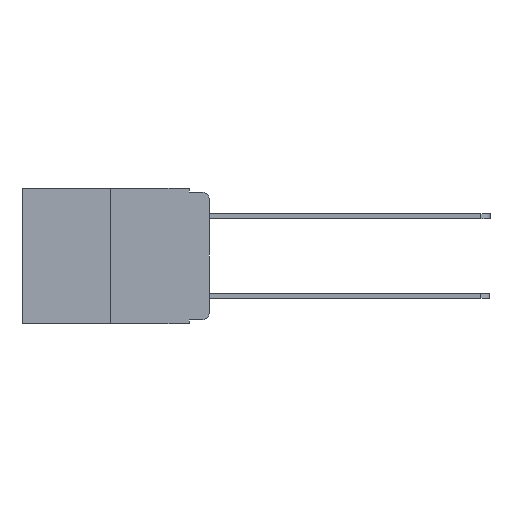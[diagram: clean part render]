
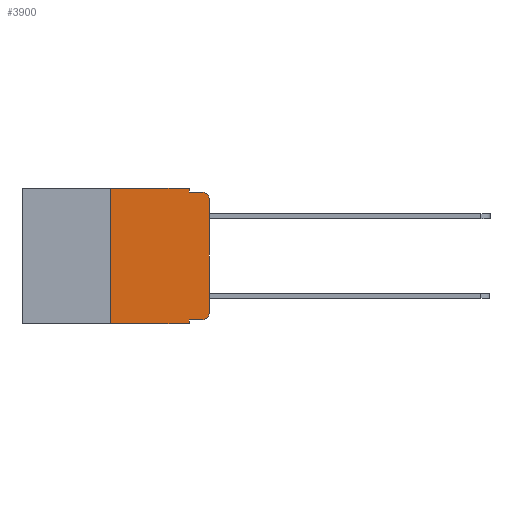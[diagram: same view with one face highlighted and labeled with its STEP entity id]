
A CAD part, left-side view. The second image highlights one B-rep face of the part: STEP entity #3900.
In plain terms, the highlighted planar face has unit normal (-1, 0, 0).
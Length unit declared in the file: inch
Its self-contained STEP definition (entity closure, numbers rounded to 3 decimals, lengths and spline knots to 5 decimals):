
#106 = CIRCLE ( 'NONE', #4006, 0.02 ) ;
#118 = EDGE_CURVE ( 'NONE', #9762, #5119, #1137, .T. ) ;
#231 = ORIENTED_EDGE ( 'NONE', *, *, #302, .F. ) ;
#275 = EDGE_CURVE ( 'NONE', #1982, #4865, #8598, .T. ) ;
#276 = EDGE_CURVE ( 'NONE', #4865, #8922, #106, .T. ) ;
#281 = EDGE_CURVE ( 'NONE', #856, #8922, #4420, .T. ) ;
#299 = EDGE_CURVE ( 'NONE', #6246, #856, #8166, .T. ) ;
#301 = EDGE_CURVE ( 'NONE', #9762, #5502, #9903, .T. ) ;
#302 = EDGE_CURVE ( 'NONE', #9169, #5119, #9713, .T. ) ;
#312 = EDGE_CURVE ( 'NONE', #9169, #998, #6506, .T. ) ;
#316 = EDGE_CURVE ( 'NONE', #998, #1982, #9510, .T. ) ;
#337 = ORIENTED_EDGE ( 'NONE', *, *, #312, .T. ) ;
#465 = ORIENTED_EDGE ( 'NONE', *, *, #316, .T. ) ;
#494 = CARTESIAN_POINT ( 'NONE',  ( 0., 0.051, -0.01 ) ) ;
#856 = VERTEX_POINT ( 'NONE', #494 ) ;
#998 = VERTEX_POINT ( 'NONE', #4360 ) ;
#1008 = DIRECTION ( 'NONE',  ( 0., 0., 1. ) ) ;
#1137 = LINE ( 'NONE', #2931, #5551 ) ;
#1242 = ORIENTED_EDGE ( 'NONE', *, *, #281, .F. ) ;
#1417 = CARTESIAN_POINT ( 'NONE',  ( 0., 0.02, -0.01 ) ) ;
#1423 = DIRECTION ( 'NONE',  ( 0., 0., -1. ) ) ;
#1551 = ORIENTED_EDGE ( 'NONE', *, *, #299, .F. ) ;
#1615 = CARTESIAN_POINT ( 'NONE',  ( 0., 0.051, -0.333 ) ) ;
#1646 = CARTESIAN_POINT ( 'NONE',  ( 0., 0., 0. ) ) ;
#1721 = VECTOR ( 'NONE', #5077, 39.37008 ) ;
#1816 = DIRECTION ( 'NONE',  ( 0., -1., 0. ) ) ;
#1982 = VERTEX_POINT ( 'NONE', #2342 ) ;
#2035 = CARTESIAN_POINT ( 'NONE',  ( 0., 0.25, -0.343 ) ) ;
#2121 = ORIENTED_EDGE ( 'NONE', *, *, #301, .F. ) ;
#2219 = PLANE ( 'NONE',  #8205 ) ;
#2296 = VECTOR ( 'NONE', #7368, 39.37008 ) ;
#2342 = CARTESIAN_POINT ( 'NONE',  ( 0., 0., -0.313 ) ) ;
#2677 = EDGE_LOOP ( 'NONE', ( #7376, #3399, #1242, #1551, #4250, #2121, #2689, #231, #337, #465 ) ) ;
#2689 = ORIENTED_EDGE ( 'NONE', *, *, #118, .T. ) ;
#2931 = CARTESIAN_POINT ( 'NONE',  ( 0., 0.473, -0.343 ) ) ;
#3141 = DIRECTION ( 'NONE',  ( 0., 0., -1. ) ) ;
#3399 = ORIENTED_EDGE ( 'NONE', *, *, #276, .T. ) ;
#3622 = DIRECTION ( 'NONE',  ( 0., 0., 1. ) ) ;
#3875 = VECTOR ( 'NONE', #5689, 39.37008 ) ;
#3900 = ADVANCED_FACE ( 'NONE', ( #7121 ), #2219, .F. ) ;
#4006 = AXIS2_PLACEMENT_3D ( 'NONE', #6468, #4948, #9518 ) ;
#4151 = VECTOR ( 'NONE', #3622, 39.37008 ) ;
#4204 = DIRECTION ( 'NONE',  ( 0., -1., 0. ) ) ;
#4250 = ORIENTED_EDGE ( 'NONE', *, *, #5703, .F. ) ;
#4360 = CARTESIAN_POINT ( 'NONE',  ( 0., 0.02, -0.333 ) ) ;
#4389 = VECTOR ( 'NONE', #4204, 39.37008 ) ;
#4420 = LINE ( 'NONE', #8184, #2296 ) ;
#4784 = CARTESIAN_POINT ( 'NONE',  ( 0., 0.051, 0. ) ) ;
#4865 = VERTEX_POINT ( 'NONE', #6732 ) ;
#4948 = DIRECTION ( 'NONE',  ( -1., 0., 0. ) ) ;
#5011 = CARTESIAN_POINT ( 'NONE',  ( 0., 0.02, -0.313 ) ) ;
#5077 = DIRECTION ( 'NONE',  ( 0., 0., -1. ) ) ;
#5119 = VERTEX_POINT ( 'NONE', #6975 ) ;
#5379 = CARTESIAN_POINT ( 'NONE',  ( 0., 0.051, 0. ) ) ;
#5502 = VERTEX_POINT ( 'NONE', #5774 ) ;
#5551 = VECTOR ( 'NONE', #1816, 39.37008 ) ;
#5689 = DIRECTION ( 'NONE',  ( 0., -1., 0. ) ) ;
#5703 = EDGE_CURVE ( 'NONE', #5502, #6246, #8574, .T. ) ;
#5774 = CARTESIAN_POINT ( 'NONE',  ( 0., 0.25, 0. ) ) ;
#6246 = VERTEX_POINT ( 'NONE', #5379 ) ;
#6468 = CARTESIAN_POINT ( 'NONE',  ( 0., 0.02, -0.03 ) ) ;
#6506 = LINE ( 'NONE', #6749, #3875 ) ;
#6732 = CARTESIAN_POINT ( 'NONE',  ( 0., 0., -0.03 ) ) ;
#6749 = CARTESIAN_POINT ( 'NONE',  ( 0., 0.051, -0.333 ) ) ;
#6850 = DIRECTION ( 'NONE',  ( -1., 0., 0. ) ) ;
#6975 = CARTESIAN_POINT ( 'NONE',  ( 0., 0.051, -0.343 ) ) ;
#7121 = FACE_OUTER_BOUND ( 'NONE', #2677, .T. ) ;
#7192 = DIRECTION ( 'NONE',  ( 0., 0., -1. ) ) ;
#7263 = CARTESIAN_POINT ( 'NONE',  ( 0., 0.25, 0. ) ) ;
#7368 = DIRECTION ( 'NONE',  ( 0., -1., 0. ) ) ;
#7376 = ORIENTED_EDGE ( 'NONE', *, *, #275, .T. ) ;
#7857 = DIRECTION ( 'NONE',  ( 1., 0., 0. ) ) ;
#7946 = VECTOR ( 'NONE', #1423, 39.37008 ) ;
#8166 = LINE ( 'NONE', #4784, #1721 ) ;
#8184 = CARTESIAN_POINT ( 'NONE',  ( 0., 0.051, -0.01 ) ) ;
#8205 = AXIS2_PLACEMENT_3D ( 'NONE', #9184, #7857, #3141 ) ;
#8574 = LINE ( 'NONE', #8722, #4389 ) ;
#8598 = LINE ( 'NONE', #1646, #10093 ) ;
#8722 = CARTESIAN_POINT ( 'NONE',  ( 0., 0.473, 0. ) ) ;
#8922 = VERTEX_POINT ( 'NONE', #1417 ) ;
#9011 = CARTESIAN_POINT ( 'NONE',  ( 0., 0.051, 0. ) ) ;
#9169 = VERTEX_POINT ( 'NONE', #1615 ) ;
#9184 = CARTESIAN_POINT ( 'NONE',  ( 0., 0.473, 0. ) ) ;
#9510 = CIRCLE ( 'NONE', #9537, 0.02 ) ;
#9518 = DIRECTION ( 'NONE',  ( 0., 0., -1. ) ) ;
#9537 = AXIS2_PLACEMENT_3D ( 'NONE', #5011, #6850, #7192 ) ;
#9713 = LINE ( 'NONE', #9011, #7946 ) ;
#9762 = VERTEX_POINT ( 'NONE', #2035 ) ;
#9903 = LINE ( 'NONE', #7263, #4151 ) ;
#10093 = VECTOR ( 'NONE', #1008, 39.37008 ) ;
